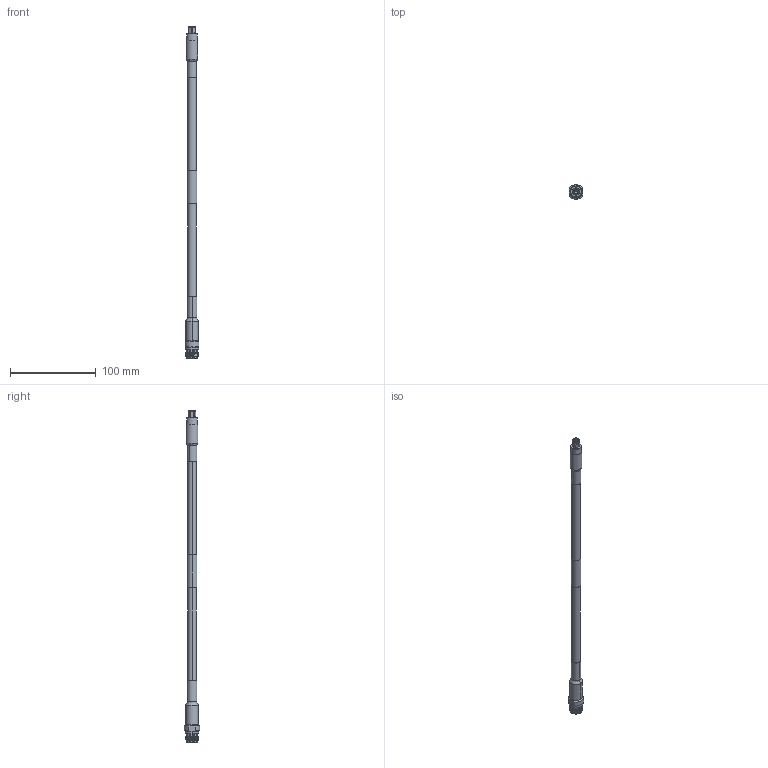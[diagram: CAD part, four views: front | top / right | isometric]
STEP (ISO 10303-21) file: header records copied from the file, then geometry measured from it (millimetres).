
FILE_DESCRIPTION (( 'STEP AP214' ), '1' );
FILE_NAME ('LCCA30291.step', '2020-03-19T19:29:19', ( '' ), ( '' ), 'SwSTEP 2.0', 'SolidWorks 2018', '' );
FILE_SCHEMA (( 'AUTOMOTIVE_DESIGN' ));
Length unit declared in the file: inch
Products named in the file (5): Label^LCCA30291; Copy of Coax Cable^LCCA30291_LMR-400; LCCA30291; Copy (2) of TC-400-SM-X^LCCA30291_HeatShrink; Copy of TC-400-NF-X^LCCA30291_Heat Shrink
Assembly tree (4 placements, depth 2):
  LCCA30291
    Copy of Coax Cable^LCCA30291_LMR-400
    Label^LCCA30291
    Copy (2) of TC-400-SM-X^LCCA30291_HeatShrink
    Copy of TC-400-NF-X^LCCA30291_Heat Shrink
Bounding box: 16 x 17.69 x 386.4 mm (x, y, z)
Volume: 42185.4 mm3; surface area: 16798.6 mm2
Topology: 5 solids, 5 shells, 160 faces, 376 edges, 241 vertices
Faces by surface type: cylinder 71, plane 41, cone 34, bspline 14
Entity records: 8296 total; most frequent: CARTESIAN_POINT 4561, ORIENTED_EDGE 752, DIRECTION 715, EDGE_CURVE 376, AXIS2_PLACEMENT_3D 300, VERTEX_POINT 241, EDGE_LOOP 175, FACE_OUTER_BOUND 160
